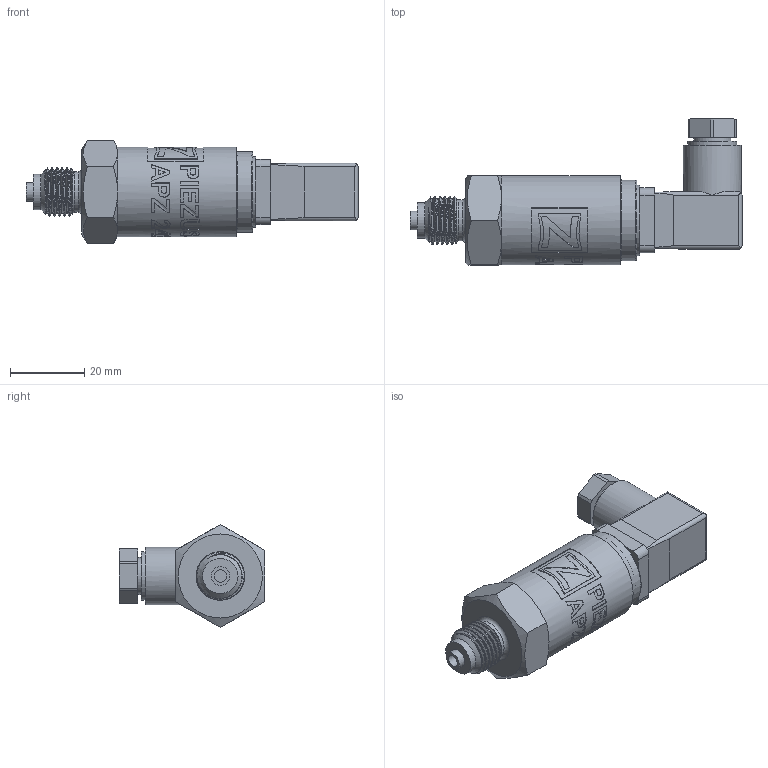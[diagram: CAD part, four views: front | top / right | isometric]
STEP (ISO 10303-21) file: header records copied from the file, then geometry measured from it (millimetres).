
FILE_DESCRIPTION(/* description */ (''),/* implementation_level */ '2;1');
FILE_NAME(/* name */ 'APZ2422_G1''4EN_DIN43650C.step',/* time_stamp */ '2021-07-09T14:53:37+03:00',/* author */ (''),/* organization */ (''),/* preprocessor_version */ 'ST-DEVELOPER v18.1',/* originating_system */ 'Autodesk Translation Framework v10.9.0.1377',/* authorisation */ '');
FILE_SCHEMA (('AUTOMOTIVE_DESIGN { 1 0 10303 214 3 1 1 }'));
Products named in the file (4): (Unsaved); G 1/4 EN; DIN 43650C male round base v5; DIN 43650C female part v2
Assembly tree (3 placements, depth 2):
  (Unsaved)
    G 1/4 EN
    DIN 43650C male round base v5
    DIN 43650C female part v2
Bounding box: 89.28 x 39.25 x 27.71 mm (x, y, z)
Volume: 31281.7 mm3; surface area: 13416.3 mm2
Topology: 8 solids, 9 shells, 754 faces, 2077 edges, 1396 vertices
Faces by surface type: bspline 325, plane 225, cylinder 187, cone 12, torus 5
Full cylindrical faces by diameter (mm): 2.356 x52, 2.927 x52, 3 x1, 3.3 x1, 3.5 x1, 4.8 x1, 5 x2, 5.5 x1, 6.8 x2, 7.5 x1, 9.5 x1, 10 x3, 11 x1, 11.445 x5, 11.5 x1, 13.157 x1, 15.5 x1, 16 x2, 18.4 x1, 19 x1, 19.5 x1, 21.2 x3, 21.7 x1, 24 x1
Entity records: 96119 total; most frequent: CARTESIAN_POINT 79072, ORIENTED_EDGE 4154, DIRECTION 2370, EDGE_CURVE 2077, VERTEX_POINT 1396, LINE 1016, VECTOR 1016, EDGE_LOOP 813
